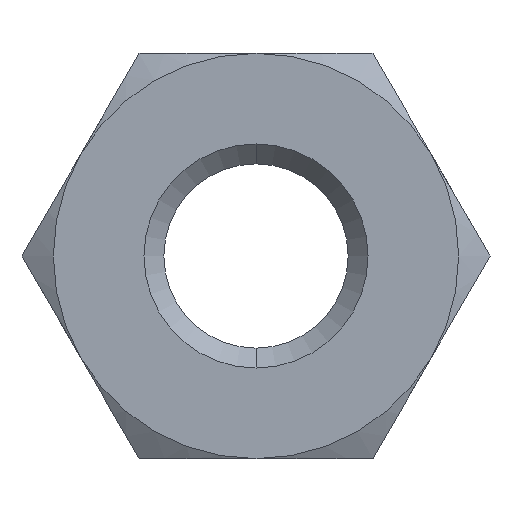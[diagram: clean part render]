
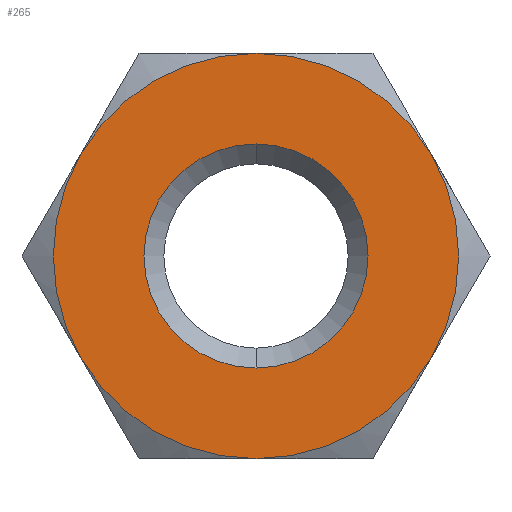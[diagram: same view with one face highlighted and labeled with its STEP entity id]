
A CAD part, left-side view. The second image highlights one B-rep face of the part: STEP entity #265.
In plain terms, the highlighted planar face has unit normal (-1, 0, 0).
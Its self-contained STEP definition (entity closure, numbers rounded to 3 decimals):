
#6 = CARTESIAN_POINT ( 'NONE',  ( 0., 0., 0. ) ) ;
#15 = FACE_BOUND ( 'NONE', #90, .T. ) ;
#24 = CIRCLE ( 'NONE', #83, 1.52 ) ;
#32 = CARTESIAN_POINT ( 'NONE',  ( 0., 0., 0. ) ) ;
#46 = DIRECTION ( 'NONE',  ( 1., 0., 0. ) ) ;
#61 = ORIENTED_EDGE ( 'NONE', *, *, #792, .F. ) ;
#62 = FACE_OUTER_BOUND ( 'NONE', #415, .T. ) ;
#79 = DIRECTION ( 'NONE',  ( 1., 0., 0. ) ) ;
#83 = AXIS2_PLACEMENT_3D ( 'NONE', #514, #116, #417 ) ;
#89 = CARTESIAN_POINT ( 'NONE',  ( 0., 0., -1.52 ) ) ;
#90 = EDGE_LOOP ( 'NONE', ( #757, #298 ) ) ;
#116 = DIRECTION ( 'NONE',  ( 1., 0., 0. ) ) ;
#121 = CARTESIAN_POINT ( 'NONE',  ( 0., 0., 0. ) ) ;
#135 = CIRCLE ( 'NONE', #806, 2.75 ) ;
#138 = CARTESIAN_POINT ( 'NONE',  ( 0., 0., 0. ) ) ;
#158 = CARTESIAN_POINT ( 'NONE',  ( 0., 0., 0. ) ) ;
#167 = CARTESIAN_POINT ( 'NONE',  ( 0., 2.382, 1.375 ) ) ;
#175 = CARTESIAN_POINT ( 'NONE',  ( 0., 0., -2.75 ) ) ;
#180 = DIRECTION ( 'NONE',  ( 1., 0., 0. ) ) ;
#182 = DIRECTION ( 'NONE',  ( 0., 0., -1. ) ) ;
#226 = DIRECTION ( 'NONE',  ( 1., 0., 0. ) ) ;
#229 = CARTESIAN_POINT ( 'NONE',  ( 0., -2.382, -1.375 ) ) ;
#239 = CARTESIAN_POINT ( 'NONE',  ( 0., 2.75, 0. ) ) ;
#243 = DIRECTION ( 'NONE',  ( 0., 0., -1. ) ) ;
#253 = VERTEX_POINT ( 'NONE', #175 ) ;
#264 = CIRCLE ( 'NONE', #420, 2.75 ) ;
#265 = ADVANCED_FACE ( 'NONE', ( #15, #62 ), #717, .T. ) ;
#271 = VERTEX_POINT ( 'NONE', #606 ) ;
#283 = DIRECTION ( 'NONE',  ( 0., 0., 1. ) ) ;
#298 = ORIENTED_EDGE ( 'NONE', *, *, #452, .T. ) ;
#300 = DIRECTION ( 'NONE',  ( 1., 0., 0. ) ) ;
#304 = EDGE_CURVE ( 'NONE', #673, #436, #630, .T. ) ;
#316 = AXIS2_PLACEMENT_3D ( 'NONE', #121, #226, #618 ) ;
#358 = DIRECTION ( 'NONE',  ( 1., 0., 0. ) ) ;
#366 = AXIS2_PLACEMENT_3D ( 'NONE', #32, #180, #569 ) ;
#415 = EDGE_LOOP ( 'NONE', ( #425, #480, #714, #718, #656, #61 ) ) ;
#417 = DIRECTION ( 'NONE',  ( 0., 0., -1. ) ) ;
#420 = AXIS2_PLACEMENT_3D ( 'NONE', #680, #488, #552 ) ;
#423 = CIRCLE ( 'NONE', #685, 2.75 ) ;
#425 = ORIENTED_EDGE ( 'NONE', *, *, #553, .F. ) ;
#428 = CARTESIAN_POINT ( 'NONE',  ( 0., 0., 0. ) ) ;
#436 = VERTEX_POINT ( 'NONE', #771 ) ;
#449 = CIRCLE ( 'NONE', #507, 1.52 ) ;
#452 = EDGE_CURVE ( 'NONE', #737, #271, #24, .T. ) ;
#457 = VERTEX_POINT ( 'NONE', #229 ) ;
#480 = ORIENTED_EDGE ( 'NONE', *, *, #533, .F. ) ;
#483 = EDGE_CURVE ( 'NONE', #658, #457, #135, .T. ) ;
#488 = DIRECTION ( 'NONE',  ( 1., 0., 0. ) ) ;
#497 = CIRCLE ( 'NONE', #724, 2.75 ) ;
#498 = DIRECTION ( 'NONE',  ( 0., 0., -1. ) ) ;
#507 = AXIS2_PLACEMENT_3D ( 'NONE', #138, #358, #243 ) ;
#514 = CARTESIAN_POINT ( 'NONE',  ( 0., 0., 0. ) ) ;
#531 = AXIS2_PLACEMENT_3D ( 'NONE', #239, #747, #283 ) ;
#533 = EDGE_CURVE ( 'NONE', #457, #253, #497, .T. ) ;
#552 = DIRECTION ( 'NONE',  ( 0., 0., -1. ) ) ;
#553 = EDGE_CURVE ( 'NONE', #253, #733, #423, .T. ) ;
#569 = DIRECTION ( 'NONE',  ( 0., 0., -1. ) ) ;
#606 = CARTESIAN_POINT ( 'NONE',  ( 0., 0., 1.52 ) ) ;
#618 = DIRECTION ( 'NONE',  ( 0., 0., -1. ) ) ;
#630 = CIRCLE ( 'NONE', #366, 2.75 ) ;
#644 = DIRECTION ( 'NONE',  ( 0., 0., -1. ) ) ;
#656 = ORIENTED_EDGE ( 'NONE', *, *, #304, .F. ) ;
#658 = VERTEX_POINT ( 'NONE', #797 ) ;
#667 = EDGE_CURVE ( 'NONE', #271, #737, #449, .T. ) ;
#669 = CARTESIAN_POINT ( 'NONE',  ( 0., 2.382, -1.375 ) ) ;
#673 = VERTEX_POINT ( 'NONE', #167 ) ;
#680 = CARTESIAN_POINT ( 'NONE',  ( 0., 0., 0. ) ) ;
#685 = AXIS2_PLACEMENT_3D ( 'NONE', #158, #46, #498 ) ;
#714 = ORIENTED_EDGE ( 'NONE', *, *, #483, .F. ) ;
#717 = PLANE ( 'NONE',  #531 ) ;
#718 = ORIENTED_EDGE ( 'NONE', *, *, #768, .F. ) ;
#724 = AXIS2_PLACEMENT_3D ( 'NONE', #428, #300, #644 ) ;
#733 = VERTEX_POINT ( 'NONE', #669 ) ;
#737 = VERTEX_POINT ( 'NONE', #89 ) ;
#747 = DIRECTION ( 'NONE',  ( -1., 0., 0. ) ) ;
#757 = ORIENTED_EDGE ( 'NONE', *, *, #667, .T. ) ;
#764 = CIRCLE ( 'NONE', #316, 2.75 ) ;
#768 = EDGE_CURVE ( 'NONE', #436, #658, #264, .T. ) ;
#771 = CARTESIAN_POINT ( 'NONE',  ( 0., 0., 2.75 ) ) ;
#792 = EDGE_CURVE ( 'NONE', #733, #673, #764, .T. ) ;
#797 = CARTESIAN_POINT ( 'NONE',  ( 0., -2.382, 1.375 ) ) ;
#806 = AXIS2_PLACEMENT_3D ( 'NONE', #6, #79, #182 ) ;
